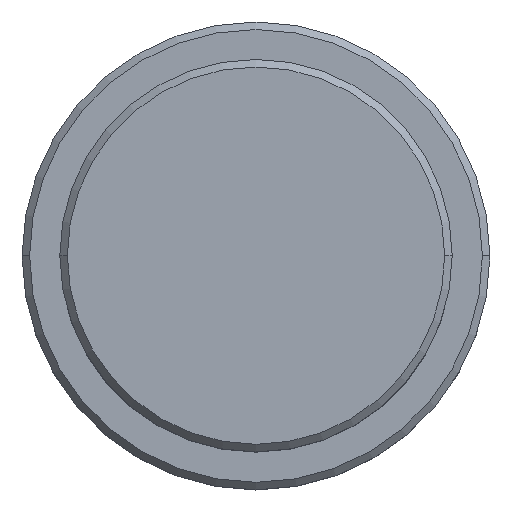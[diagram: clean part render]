
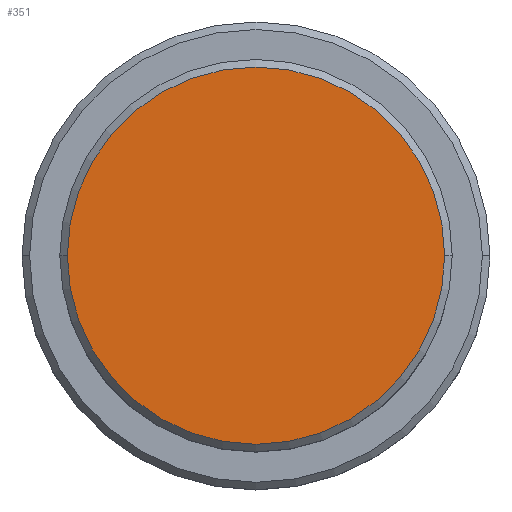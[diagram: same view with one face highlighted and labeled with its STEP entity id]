
A CAD part, top view. The second image highlights one B-rep face of the part: STEP entity #351.
In plain terms, the highlighted planar face has unit normal (0, 0, 1).
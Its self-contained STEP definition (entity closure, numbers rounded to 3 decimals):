
#35 = DIRECTION ( 'NONE',  ( 0., 0., 1. ) ) ;
#140 = FACE_OUTER_BOUND ( 'NONE', #992, .T. ) ;
#178 = AXIS2_PLACEMENT_3D ( 'NONE', #253, #576, #1034 ) ;
#185 = ORIENTED_EDGE ( 'NONE', *, *, #974, .T. ) ;
#202 = CIRCLE ( 'NONE', #178, 12.5 ) ;
#253 = CARTESIAN_POINT ( 'NONE',  ( 0., 0., 0. ) ) ;
#256 = CARTESIAN_POINT ( 'NONE',  ( 0., 0., 0. ) ) ;
#292 = AXIS2_PLACEMENT_3D ( 'NONE', #1014, #35, #458 ) ;
#351 = ADVANCED_FACE ( 'NONE', ( #140 ), #575, .T. ) ;
#434 = CARTESIAN_POINT ( 'NONE',  ( -12.5, 0., 0. ) ) ;
#458 = DIRECTION ( 'NONE',  ( 1., 0., 0. ) ) ;
#489 = ORIENTED_EDGE ( 'NONE', *, *, #1179, .T. ) ;
#575 = PLANE ( 'NONE',  #292 ) ;
#576 = DIRECTION ( 'NONE',  ( 0., 0., 1. ) ) ;
#693 = DIRECTION ( 'NONE',  ( 0., 0., 1. ) ) ;
#718 = VERTEX_POINT ( 'NONE', #856 ) ;
#856 = CARTESIAN_POINT ( 'NONE',  ( 12.5, 0., 0. ) ) ;
#864 = AXIS2_PLACEMENT_3D ( 'NONE', #256, #693, #1138 ) ;
#974 = EDGE_CURVE ( 'NONE', #718, #1332, #1387, .T. ) ;
#992 = EDGE_LOOP ( 'NONE', ( #489, #185 ) ) ;
#1014 = CARTESIAN_POINT ( 'NONE',  ( 0., 0., 0. ) ) ;
#1034 = DIRECTION ( 'NONE',  ( 1., 0., 0. ) ) ;
#1138 = DIRECTION ( 'NONE',  ( 1., 0., 0. ) ) ;
#1179 = EDGE_CURVE ( 'NONE', #1332, #718, #202, .T. ) ;
#1332 = VERTEX_POINT ( 'NONE', #434 ) ;
#1387 = CIRCLE ( 'NONE', #864, 12.5 ) ;
